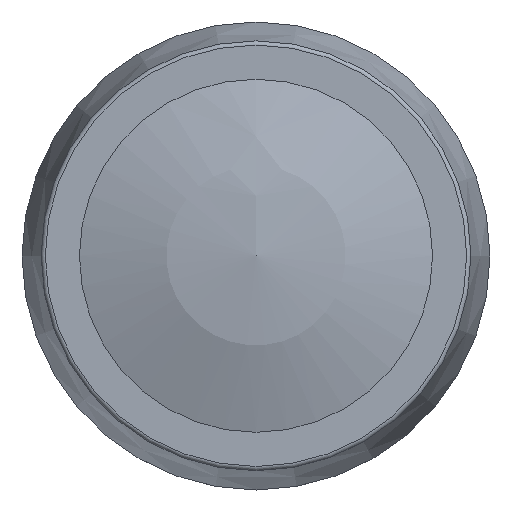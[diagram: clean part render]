
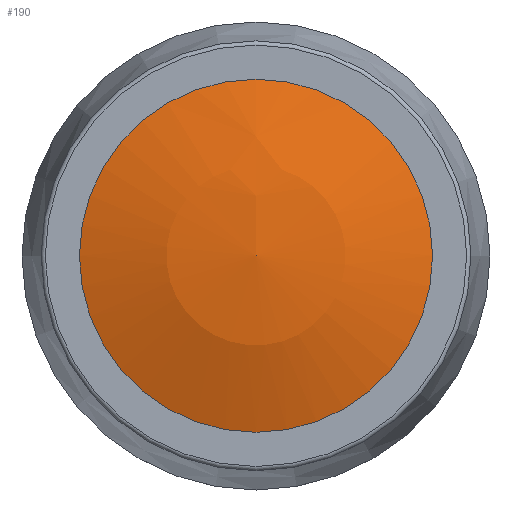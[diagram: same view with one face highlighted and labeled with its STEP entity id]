
A CAD part, top view. The second image highlights one B-rep face of the part: STEP entity #190.
In plain terms, the highlighted spherical face has radius 23.713 mm.
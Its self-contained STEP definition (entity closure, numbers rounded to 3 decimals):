
#190 = ADVANCED_FACE( '', ( #429 ), #430, .T. );
#429 = FACE_OUTER_BOUND( '', #707, .T. );
#430 = SPHERICAL_SURFACE( '', #708, 23.713 );
#707 = EDGE_LOOP( '', ( #1113 ) );
#708 = AXIS2_PLACEMENT_3D( '', #1114, #1115, #1116 );
#1113 = ORIENTED_EDGE( '', *, *, #1361, .T. );
#1114 = CARTESIAN_POINT( '', ( 0., 0., -5.713 ) );
#1115 = DIRECTION( '', ( 0., 0., 1. ) );
#1116 = DIRECTION( '', ( 0., 1., 0. ) );
#1361 = EDGE_CURVE( '', #1583, #1583, #1584, .T. );
#1583 = VERTEX_POINT( '', #1923 );
#1584 = CIRCLE( '', #1924, 8.3 );
#1923 = CARTESIAN_POINT( '', ( 8.3, 0., 16.5 ) );
#1924 = AXIS2_PLACEMENT_3D( '', #2212, #2213, #2214 );
#2212 = CARTESIAN_POINT( '', ( 0., 0., 16.5 ) );
#2213 = DIRECTION( '', ( 0., 0., 1. ) );
#2214 = DIRECTION( '', ( 1., 0., 0. ) );
